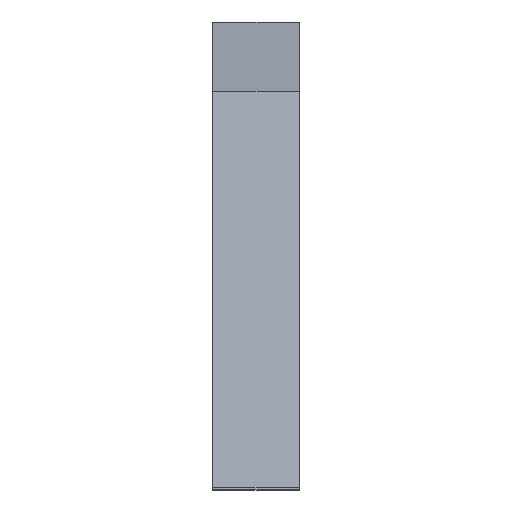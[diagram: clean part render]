
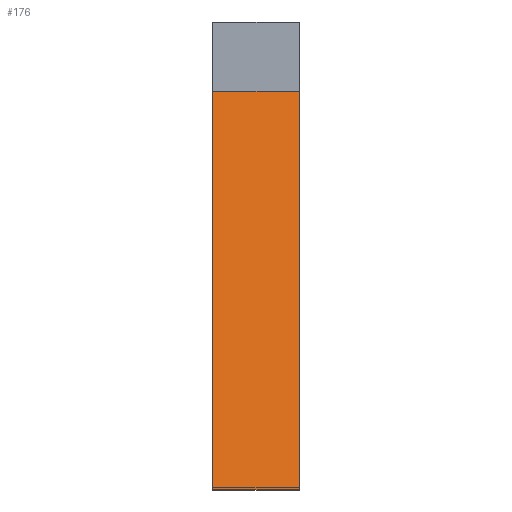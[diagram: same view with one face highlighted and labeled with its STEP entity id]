
A CAD part, left-side view. The second image highlights one B-rep face of the part: STEP entity #176.
In plain terms, the highlighted planar face has unit normal (-0.977, 0, 0.213).
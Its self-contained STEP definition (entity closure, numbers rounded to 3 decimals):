
#3 = ORIENTED_EDGE ( 'NONE', *, *, #147, .F. ) ;
#24 = VECTOR ( 'NONE', #88, 1000. ) ;
#57 = CARTESIAN_POINT ( 'NONE',  ( -5., -5., 0. ) ) ;
#83 = EDGE_CURVE ( 'NONE', #656, #199, #245, .T. ) ;
#86 = CARTESIAN_POINT ( 'NONE',  ( -4.772, 5., 1.043 ) ) ;
#88 = DIRECTION ( 'NONE',  ( 0.214, 0., 0.977 ) ) ;
#95 = CARTESIAN_POINT ( 'NONE',  ( -4.772, 5., 1.043 ) ) ;
#103 = DIRECTION ( 'NONE',  ( 0.977, 0., -0.214 ) ) ;
#147 = EDGE_CURVE ( 'NONE', #656, #588, #778, .T. ) ;
#153 = PLANE ( 'NONE',  #599 ) ;
#176 = ADVANCED_FACE ( 'NONE', ( #473 ), #153, .F. ) ;
#183 = CARTESIAN_POINT ( 'NONE',  ( -15.043, 5., -45.956 ) ) ;
#198 = CARTESIAN_POINT ( 'NONE',  ( -4.772, -5., 1.043 ) ) ;
#199 = VERTEX_POINT ( 'NONE', #356 ) ;
#245 = LINE ( 'NONE', #519, #287 ) ;
#260 = EDGE_CURVE ( 'NONE', #588, #653, #316, .T. ) ;
#287 = VECTOR ( 'NONE', #516, 1000. ) ;
#316 = LINE ( 'NONE', #618, #747 ) ;
#334 = DIRECTION ( 'NONE',  ( 0.214, 0., 0.977 ) ) ;
#356 = CARTESIAN_POINT ( 'NONE',  ( -15.043, -5., -45.956 ) ) ;
#418 = EDGE_CURVE ( 'NONE', #199, #653, #659, .T. ) ;
#473 = FACE_OUTER_BOUND ( 'NONE', #727, .T. ) ;
#474 = VECTOR ( 'NONE', #334, 1000. ) ;
#487 = CARTESIAN_POINT ( 'NONE',  ( -5., 5., 0. ) ) ;
#516 = DIRECTION ( 'NONE',  ( 0., -1., 0. ) ) ;
#519 = CARTESIAN_POINT ( 'NONE',  ( -15.043, 5., -45.956 ) ) ;
#554 = DIRECTION ( 'NONE',  ( 0., -1., 0. ) ) ;
#569 = DIRECTION ( 'NONE',  ( -0.214, 0., -0.977 ) ) ;
#588 = VERTEX_POINT ( 'NONE', #487 ) ;
#595 = ORIENTED_EDGE ( 'NONE', *, *, #83, .T. ) ;
#599 = AXIS2_PLACEMENT_3D ( 'NONE', #95, #103, #569 ) ;
#618 = CARTESIAN_POINT ( 'NONE',  ( -5., 5., 0. ) ) ;
#653 = VERTEX_POINT ( 'NONE', #57 ) ;
#656 = VERTEX_POINT ( 'NONE', #183 ) ;
#659 = LINE ( 'NONE', #198, #24 ) ;
#679 = ORIENTED_EDGE ( 'NONE', *, *, #260, .F. ) ;
#709 = ORIENTED_EDGE ( 'NONE', *, *, #418, .T. ) ;
#727 = EDGE_LOOP ( 'NONE', ( #595, #709, #679, #3 ) ) ;
#747 = VECTOR ( 'NONE', #554, 1000. ) ;
#778 = LINE ( 'NONE', #86, #474 ) ;
